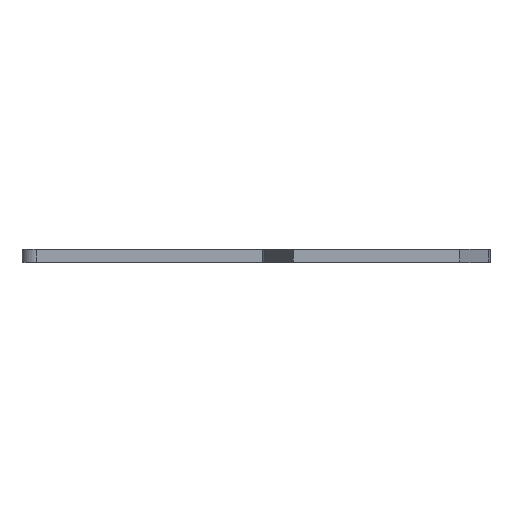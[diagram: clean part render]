
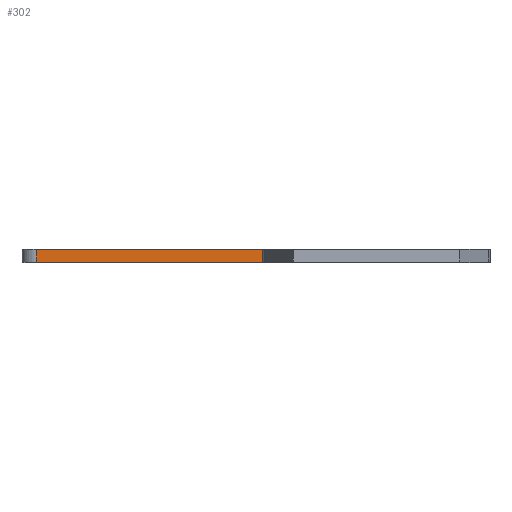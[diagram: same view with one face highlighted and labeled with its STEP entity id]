
A CAD part, top view. The second image highlights one B-rep face of the part: STEP entity #302.
In plain terms, the highlighted planar face has unit normal (0, 0, 1).
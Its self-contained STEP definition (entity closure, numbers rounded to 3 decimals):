
#17 = LINE ( 'NONE', #1406, #486 ) ;
#98 = VECTOR ( 'NONE', #231, 1000. ) ;
#231 = DIRECTION ( 'NONE',  ( -1., 0., 0. ) ) ;
#238 = ORIENTED_EDGE ( 'NONE', *, *, #1471, .F. ) ;
#286 = EDGE_LOOP ( 'NONE', ( #563, #746, #959, #238 ) ) ;
#302 = ADVANCED_FACE ( 'NONE', ( #1443 ), #571, .T. ) ;
#320 = VERTEX_POINT ( 'NONE', #1580 ) ;
#379 = CARTESIAN_POINT ( 'NONE',  ( -46.556, 0.889, -31.135 ) ) ;
#388 = DIRECTION ( 'NONE',  ( 0., -1., 0. ) ) ;
#396 = LINE ( 'NONE', #507, #1491 ) ;
#480 = LINE ( 'NONE', #1220, #98 ) ;
#483 = EDGE_CURVE ( 'NONE', #1109, #320, #396, .T. ) ;
#486 = VECTOR ( 'NONE', #1154, 1000. ) ;
#507 = CARTESIAN_POINT ( 'NONE',  ( -46.556, 36.003, -31.135 ) ) ;
#563 = ORIENTED_EDGE ( 'NONE', *, *, #939, .F. ) ;
#571 = PLANE ( 'NONE',  #1099 ) ;
#699 = DIRECTION ( 'NONE',  ( 0., 0., 1. ) ) ;
#746 = ORIENTED_EDGE ( 'NONE', *, *, #1110, .T. ) ;
#820 = CARTESIAN_POINT ( 'NONE',  ( -15.556, 36.003, -31.135 ) ) ;
#939 = EDGE_CURVE ( 'NONE', #1142, #1365, #17, .T. ) ;
#959 = ORIENTED_EDGE ( 'NONE', *, *, #483, .T. ) ;
#961 = DIRECTION ( 'NONE',  ( -1., 0., 0. ) ) ;
#1059 = LINE ( 'NONE', #1581, #1201 ) ;
#1083 = DIRECTION ( 'NONE',  ( 1., 0., 0. ) ) ;
#1099 = AXIS2_PLACEMENT_3D ( 'NONE', #820, #699, #1083 ) ;
#1109 = VERTEX_POINT ( 'NONE', #379 ) ;
#1110 = EDGE_CURVE ( 'NONE', #1142, #1109, #480, .T. ) ;
#1142 = VERTEX_POINT ( 'NONE', #1238 ) ;
#1154 = DIRECTION ( 'NONE',  ( 0., -1., 0. ) ) ;
#1201 = VECTOR ( 'NONE', #961, 1000. ) ;
#1220 = CARTESIAN_POINT ( 'NONE',  ( -15.556, 0.889, -31.135 ) ) ;
#1238 = CARTESIAN_POINT ( 'NONE',  ( -15.556, 0.889, -31.135 ) ) ;
#1280 = CARTESIAN_POINT ( 'NONE',  ( -15.556, -0.889, -31.135 ) ) ;
#1365 = VERTEX_POINT ( 'NONE', #1280 ) ;
#1406 = CARTESIAN_POINT ( 'NONE',  ( -15.556, 36.003, -31.135 ) ) ;
#1443 = FACE_OUTER_BOUND ( 'NONE', #286, .T. ) ;
#1471 = EDGE_CURVE ( 'NONE', #1365, #320, #1059, .T. ) ;
#1491 = VECTOR ( 'NONE', #388, 1000. ) ;
#1580 = CARTESIAN_POINT ( 'NONE',  ( -46.556, -0.889, -31.135 ) ) ;
#1581 = CARTESIAN_POINT ( 'NONE',  ( -15.556, -0.889, -31.135 ) ) ;
